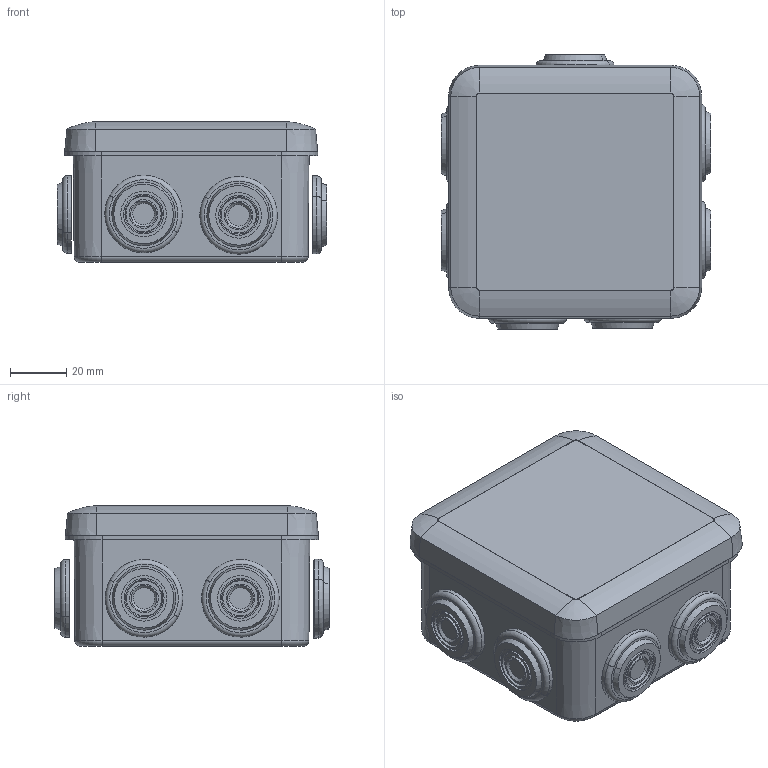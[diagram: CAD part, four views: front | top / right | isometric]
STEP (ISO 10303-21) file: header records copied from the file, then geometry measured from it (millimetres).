
FILE_DESCRIPTION(('CATIA V5 STEP Exchange','CAx-IF Rec.Pracs.--- Model Styling and Organization---1.5--- 2016-08-15','CAx-IF Rec.Pracs.---Supplemental Geometry---1.0---2011-11-01','CAx-IF Rec.Pracs.--- Composite Materials ---1.1---2010-07-15'),'2;1');
FILE_NAME('092012.stp','2023-06-26T09:47:55+00:00',('none'),('none'),'CATIA Version 5-6 Release 2020 SP3','CATIA V5 STEP AP214 v2','none');
FILE_SCHEMA(('AUTOMOTIVE_DESIGN { 1 0 10303 214 1 1 1 1 }'));
Length unit declared in the file: millimetre
Products named in the file (1): 092012 _AllCATPart
Bounding box: 96.02 x 97.5 x 49.88 mm (x, y, z)
Volume: 63701.7 mm3; surface area: 71543.4 mm2
Topology: 9 solids, 9 shells, 268 faces, 550 edges, 329 vertices
Faces by surface type: plane 90, cylinder 76, cone 72, torus 22, revolution 8
Entity records: 6356 total; most frequent: CARTESIAN_POINT 1149, ORIENTED_EDGE 1072, DIRECTION 884, EDGE_CURVE 536, AXIS2_PLACEMENT_3D 476, VERTEX_POINT 329, EDGE_LOOP 311, CIRCLE 298
